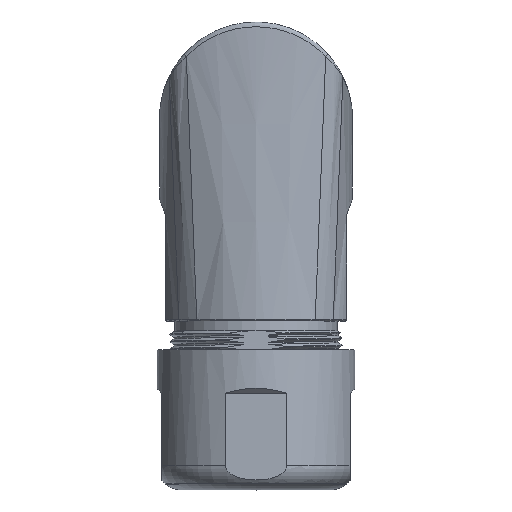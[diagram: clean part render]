
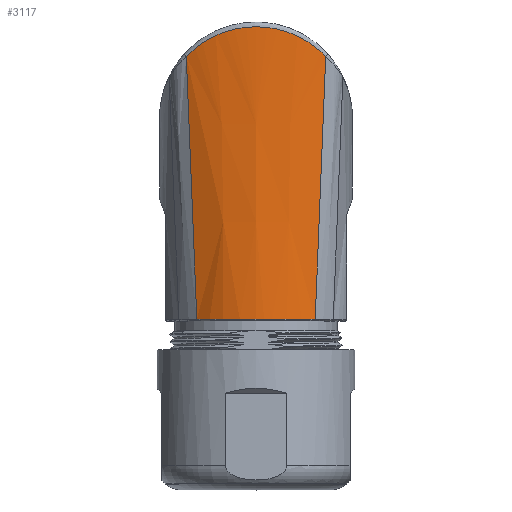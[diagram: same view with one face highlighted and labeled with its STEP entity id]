
A CAD part, top view. The second image highlights one B-rep face of the part: STEP entity #3117.
In plain terms, the highlighted free-form (B-spline) face has degree [3, 3] with [9, 4] control points.
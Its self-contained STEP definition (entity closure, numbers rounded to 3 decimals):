
#1850=B_SPLINE_SURFACE_WITH_KNOTS('',3,3,((#41540,#41541,#41542,#41543),
(#41544,#41545,#41546,#41547),(#41548,#41549,#41550,#41551),(#41552,#41553,
#41554,#41555),(#41556,#41557,#41558,#41559),(#41560,#41561,#41562,#41563),
(#41564,#41565,#41566,#41567),(#41568,#41569,#41570,#41571),(#41572,#41573,
#41574,#41575)),.UNSPECIFIED.,.F.,.F.,.F.,(4,1,1,1,1,1,4),(4,4),(0.,0.019,
0.26,0.5,0.74,0.981,1.),
(0.,1.),.UNSPECIFIED.);
#3117=ADVANCED_FACE('',(#4372),#1850,.F.);
#4372=FACE_OUTER_BOUND('',#5800,.T.);
#5800=EDGE_LOOP('',(#11660,#11661,#11662,#11663,#11664));
#11660=ORIENTED_EDGE('',*,*,#18123,.F.);
#11661=ORIENTED_EDGE('',*,*,#18089,.F.);
#11662=ORIENTED_EDGE('',*,*,#18088,.F.);
#11663=ORIENTED_EDGE('',*,*,#18120,.T.);
#11664=ORIENTED_EDGE('',*,*,#18124,.F.);
#15360=VERTEX_POINT('',#41284);
#15362=VERTEX_POINT('',#41296);
#15363=VERTEX_POINT('',#41301);
#15382=VERTEX_POINT('',#41442);
#15384=VERTEX_POINT('',#41505);
#18088=EDGE_CURVE('',#15360,#15362,#20547,.T.);
#18089=EDGE_CURVE('',#15362,#15363,#20548,.T.);
#18120=EDGE_CURVE('',#15360,#15382,#20573,.T.);
#18123=EDGE_CURVE('',#15363,#15384,#20575,.T.);
#18124=EDGE_CURVE('',#15384,#15382,#20576,.T.);
#20547=B_SPLINE_CURVE_WITH_KNOTS('',3,(#41292,#41293,#41294,#41295),
 .UNSPECIFIED.,.F.,.F.,(4,4),(0.,1.),.UNSPECIFIED.);
#20548=B_SPLINE_CURVE_WITH_KNOTS('',3,(#41297,#41298,#41299,#41300),
 .UNSPECIFIED.,.F.,.F.,(4,4),(0.,1.),.UNSPECIFIED.);
#20573=B_SPLINE_CURVE_WITH_KNOTS('',3,(#41438,#41439,#41440,#41441),
 .UNSPECIFIED.,.F.,.F.,(4,4),(0.,1.),.UNSPECIFIED.);
#20575=B_SPLINE_CURVE_WITH_KNOTS('',3,(#41501,#41502,#41503,#41504),
 .UNSPECIFIED.,.F.,.F.,(4,4),(0.,1.),.UNSPECIFIED.);
#20576=B_SPLINE_CURVE_WITH_KNOTS('',3,(#41506,#41507,#41508,#41509,#41510,
#41511,#41512,#41513,#41514,#41515,#41516,#41517,#41518,#41519,#41520,#41521,
#41522,#41523,#41524,#41525,#41526,#41527,#41528,#41529,#41530,#41531,#41532,
#41533,#41534,#41535,#41536,#41537,#41538,#41539),.UNSPECIFIED.,.F.,.F.,
(4,2,2,2,2,2,2,2,2,2,2,2,2,2,2,2,4),(0.,0.125,0.188,0.25,0.313,0.344,
0.375,0.406,0.438,0.5,0.625,0.641,0.656,
0.688,0.719,0.75,1.),.UNSPECIFIED.);
#41284=CARTESIAN_POINT('',(6.137,-20.813,7.91));
#41292=CARTESIAN_POINT('',(6.137,-20.813,7.91));
#41293=CARTESIAN_POINT('',(4.271,-20.806,9.35));
#41294=CARTESIAN_POINT('',(2.045,-20.803,10.003));
#41295=CARTESIAN_POINT('',(0.001,-20.803,10.003));
#41296=CARTESIAN_POINT('',(0.001,-20.803,10.003));
#41297=CARTESIAN_POINT('',(0.001,-20.803,10.003));
#41298=CARTESIAN_POINT('',(-2.043,-20.803,10.003));
#41299=CARTESIAN_POINT('',(-4.27,-20.806,9.351));
#41300=CARTESIAN_POINT('',(-6.137,-20.813,7.91));
#41301=CARTESIAN_POINT('',(-6.137,-20.813,7.91));
#41438=CARTESIAN_POINT('',(6.137,-20.813,7.91));
#41439=CARTESIAN_POINT('',(6.501,-11.735,8.35));
#41440=CARTESIAN_POINT('',(6.864,-2.657,8.79));
#41441=CARTESIAN_POINT('',(7.228,6.42,9.231));
#41442=CARTESIAN_POINT('',(7.228,6.42,9.231));
#41501=CARTESIAN_POINT('',(-6.137,-20.813,7.91));
#41502=CARTESIAN_POINT('',(-6.501,-11.735,8.35));
#41503=CARTESIAN_POINT('',(-6.864,-2.658,8.79));
#41504=CARTESIAN_POINT('',(-7.228,6.419,9.231));
#41505=CARTESIAN_POINT('',(-7.228,6.419,9.231));
#41506=CARTESIAN_POINT('',(-7.228,6.419,9.231));
#41507=CARTESIAN_POINT('',(-7.195,6.453,9.244));
#41508=CARTESIAN_POINT('',(-6.905,6.79,9.371));
#41509=CARTESIAN_POINT('',(-5.915,7.577,9.68));
#41510=CARTESIAN_POINT('',(-5.489,7.883,9.802));
#41511=CARTESIAN_POINT('',(-4.398,8.5,10.048));
#41512=CARTESIAN_POINT('',(-4.186,8.584,10.082));
#41513=CARTESIAN_POINT('',(-3.571,8.842,10.186));
#41514=CARTESIAN_POINT('',(-3.256,8.956,10.232));
#41515=CARTESIAN_POINT('',(-2.775,9.102,10.291));
#41516=CARTESIAN_POINT('',(-2.613,9.147,10.309));
#41517=CARTESIAN_POINT('',(-2.287,9.229,10.342));
#41518=CARTESIAN_POINT('',(-2.244,9.238,10.346));
#41519=CARTESIAN_POINT('',(-1.983,9.295,10.369));
#41520=CARTESIAN_POINT('',(-1.813,9.329,10.383));
#41521=CARTESIAN_POINT('',(-1.392,9.397,10.41));
#41522=CARTESIAN_POINT('',(-1.142,9.428,10.423));
#41523=CARTESIAN_POINT('',(-0.62,9.479,10.443));
#41524=CARTESIAN_POINT('',(-0.33,9.492,10.448));
#41525=CARTESIAN_POINT('',(0.66,9.492,10.448));
#41526=CARTESIAN_POINT('',(1.321,9.427,10.422));
#41527=CARTESIAN_POINT('',(2.047,9.281,10.363));
#41528=CARTESIAN_POINT('',(2.127,9.264,10.356));
#41529=CARTESIAN_POINT('',(2.288,9.228,10.342));
#41530=CARTESIAN_POINT('',(2.273,9.231,10.343));
#41531=CARTESIAN_POINT('',(2.394,9.203,10.331));
#41532=CARTESIAN_POINT('',(2.531,9.17,10.318));
#41533=CARTESIAN_POINT('',(2.917,9.061,10.274));
#41534=CARTESIAN_POINT('',(3.237,8.958,10.233));
#41535=CARTESIAN_POINT('',(3.591,8.83,10.181));
#41536=CARTESIAN_POINT('',(3.756,8.765,10.155));
#41537=CARTESIAN_POINT('',(5.143,8.18,9.919));
#41538=CARTESIAN_POINT('',(6.29,7.398,9.604));
#41539=CARTESIAN_POINT('',(7.228,6.42,9.231));
#41540=CARTESIAN_POINT('',(6.318,-21.419,7.715));
#41541=CARTESIAN_POINT('',(6.766,-10.913,8.251));
#41542=CARTESIAN_POINT('',(7.214,-0.407,8.788));
#41543=CARTESIAN_POINT('',(7.661,10.098,9.324));
#41544=CARTESIAN_POINT('',(6.251,-21.419,7.771));
#41545=CARTESIAN_POINT('',(6.689,-10.913,8.298));
#41546=CARTESIAN_POINT('',(7.128,-0.407,8.826));
#41547=CARTESIAN_POINT('',(7.566,10.098,9.353));
#41548=CARTESIAN_POINT('',(5.327,-21.419,8.516));
#41549=CARTESIAN_POINT('',(5.644,-10.913,8.922));
#41550=CARTESIAN_POINT('',(5.96,-0.407,9.329));
#41551=CARTESIAN_POINT('',(6.276,10.098,9.735));
#41552=CARTESIAN_POINT('',(3.294,-21.419,9.625));
#41553=CARTESIAN_POINT('',(3.442,-10.913,9.844));
#41554=CARTESIAN_POINT('',(3.589,-0.407,10.062));
#41555=CARTESIAN_POINT('',(3.737,10.098,10.281));
#41556=CARTESIAN_POINT('',(0.,-21.419,10.178));
#41557=CARTESIAN_POINT('',(0.,-10.913,10.301));
#41558=CARTESIAN_POINT('',(0.,-0.407,10.423));
#41559=CARTESIAN_POINT('',(0.,10.098,10.545));
#41560=CARTESIAN_POINT('',(-3.294,-21.419,9.625));
#41561=CARTESIAN_POINT('',(-3.442,-10.913,9.844));
#41562=CARTESIAN_POINT('',(-3.589,-0.407,10.062));
#41563=CARTESIAN_POINT('',(-3.737,10.098,10.281));
#41564=CARTESIAN_POINT('',(-5.327,-21.419,8.516));
#41565=CARTESIAN_POINT('',(-5.644,-10.913,8.922));
#41566=CARTESIAN_POINT('',(-5.96,-0.407,9.329));
#41567=CARTESIAN_POINT('',(-6.276,10.098,9.735));
#41568=CARTESIAN_POINT('',(-6.251,-21.419,7.771));
#41569=CARTESIAN_POINT('',(-6.689,-10.913,8.298));
#41570=CARTESIAN_POINT('',(-7.128,-0.407,8.826));
#41571=CARTESIAN_POINT('',(-7.566,10.098,9.353));
#41572=CARTESIAN_POINT('',(-6.318,-21.419,7.715));
#41573=CARTESIAN_POINT('',(-6.766,-10.913,8.251));
#41574=CARTESIAN_POINT('',(-7.214,-0.407,8.788));
#41575=CARTESIAN_POINT('',(-7.661,10.098,9.324));
